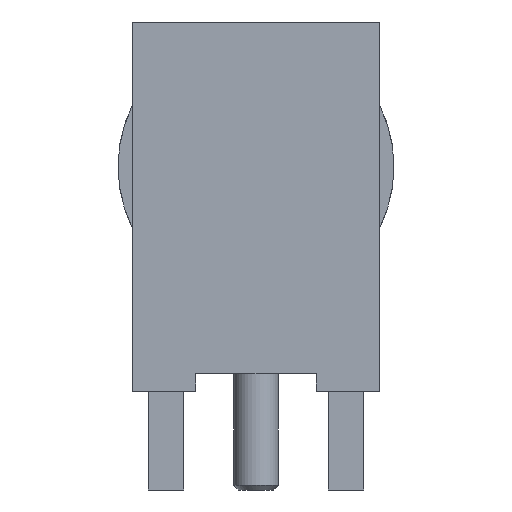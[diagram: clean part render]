
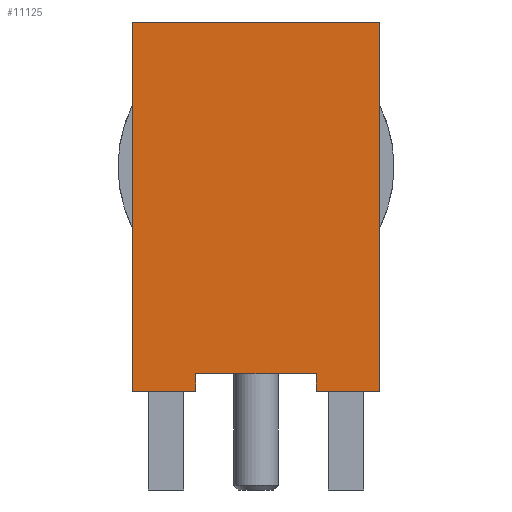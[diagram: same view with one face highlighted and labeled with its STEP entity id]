
A CAD part, front view. The second image highlights one B-rep face of the part: STEP entity #11125.
In plain terms, the highlighted planar face has unit normal (0, -1, 0).
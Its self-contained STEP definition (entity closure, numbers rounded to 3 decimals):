
#10628 = VERTEX_POINT('',#10629);
#10629 = CARTESIAN_POINT('',(3.5,-3.05,10.44));
#10635 = EDGE_CURVE('',#10636,#10628,#10638,.T.);
#10636 = VERTEX_POINT('',#10637);
#10637 = CARTESIAN_POINT('',(3.5,-3.05,0.));
#10638 = LINE('',#10639,#10640);
#10639 = CARTESIAN_POINT('',(3.5,-3.05,0.));
#10640 = VECTOR('',#10641,1.);
#10641 = DIRECTION('',(0.,0.,1.));
#10682 = VERTEX_POINT('',#10683);
#10683 = CARTESIAN_POINT('',(-3.5,-3.05,10.44));
#10691 = EDGE_CURVE('',#10628,#10682,#10692,.T.);
#10692 = LINE('',#10693,#10694);
#10693 = CARTESIAN_POINT('',(3.5,-3.05,10.44));
#10694 = VECTOR('',#10695,1.);
#10695 = DIRECTION('',(-1.,0.,0.));
#10706 = VERTEX_POINT('',#10707);
#10707 = CARTESIAN_POINT('',(-3.5,-3.05,0.));
#10715 = EDGE_CURVE('',#10706,#10682,#10716,.T.);
#10716 = LINE('',#10717,#10718);
#10717 = CARTESIAN_POINT('',(-3.5,-3.05,0.));
#10718 = VECTOR('',#10719,1.);
#10719 = DIRECTION('',(0.,0.,1.));
#10862 = VERTEX_POINT('',#10863);
#10863 = CARTESIAN_POINT('',(-1.7,-3.05,0.5));
#10869 = EDGE_CURVE('',#10870,#10862,#10872,.T.);
#10870 = VERTEX_POINT('',#10871);
#10871 = CARTESIAN_POINT('',(1.7,-3.05,0.5));
#10872 = LINE('',#10873,#10874);
#10873 = CARTESIAN_POINT('',(1.7,-3.05,0.5));
#10874 = VECTOR('',#10875,1.);
#10875 = DIRECTION('',(-1.,0.,0.));
#11072 = VERTEX_POINT('',#11073);
#11073 = CARTESIAN_POINT('',(1.7,-3.05,0.));
#11079 = EDGE_CURVE('',#10636,#11072,#11080,.T.);
#11080 = LINE('',#11081,#11082);
#11081 = CARTESIAN_POINT('',(3.5,-3.05,0.));
#11082 = VECTOR('',#11083,1.);
#11083 = DIRECTION('',(-1.,0.,0.));
#11125 = ADVANCED_FACE('',(#11126),#11153,.T.);
#11126 = FACE_BOUND('',#11127,.T.);
#11127 = EDGE_LOOP('',(#11128,#11129,#11130,#11131,#11132,#11140,#11146,
    #11147));
#11128 = ORIENTED_EDGE('',*,*,#11079,.F.);
#11129 = ORIENTED_EDGE('',*,*,#10635,.T.);
#11130 = ORIENTED_EDGE('',*,*,#10691,.T.);
#11131 = ORIENTED_EDGE('',*,*,#10715,.F.);
#11132 = ORIENTED_EDGE('',*,*,#11133,.F.);
#11133 = EDGE_CURVE('',#11134,#10706,#11136,.T.);
#11134 = VERTEX_POINT('',#11135);
#11135 = CARTESIAN_POINT('',(-1.7,-3.05,0.));
#11136 = LINE('',#11137,#11138);
#11137 = CARTESIAN_POINT('',(3.5,-3.05,0.));
#11138 = VECTOR('',#11139,1.);
#11139 = DIRECTION('',(-1.,0.,0.));
#11140 = ORIENTED_EDGE('',*,*,#11141,.T.);
#11141 = EDGE_CURVE('',#11134,#10862,#11142,.T.);
#11142 = LINE('',#11143,#11144);
#11143 = CARTESIAN_POINT('',(-1.7,-3.05,0.));
#11144 = VECTOR('',#11145,1.);
#11145 = DIRECTION('',(0.,0.,1.));
#11146 = ORIENTED_EDGE('',*,*,#10869,.F.);
#11147 = ORIENTED_EDGE('',*,*,#11148,.F.);
#11148 = EDGE_CURVE('',#11072,#10870,#11149,.T.);
#11149 = LINE('',#11150,#11151);
#11150 = CARTESIAN_POINT('',(1.7,-3.05,0.));
#11151 = VECTOR('',#11152,1.);
#11152 = DIRECTION('',(0.,0.,1.));
#11153 = PLANE('',#11154);
#11154 = AXIS2_PLACEMENT_3D('',#11155,#11156,#11157);
#11155 = CARTESIAN_POINT('',(3.5,-3.05,0.));
#11156 = DIRECTION('',(0.,-1.,0.));
#11157 = DIRECTION('',(-1.,0.,0.));
